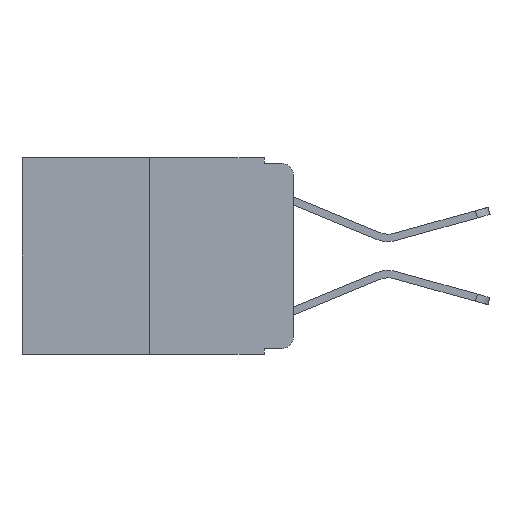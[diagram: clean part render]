
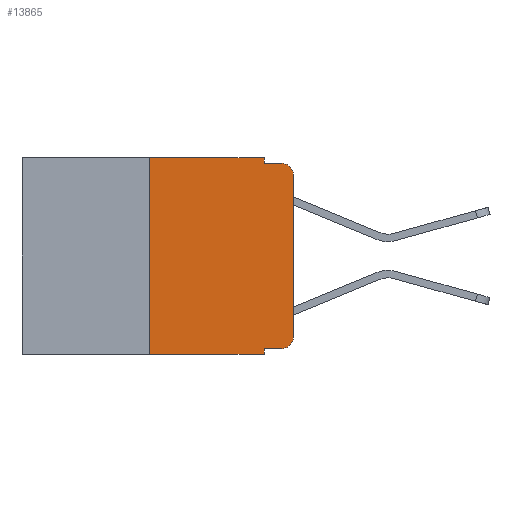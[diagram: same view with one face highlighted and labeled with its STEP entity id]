
A CAD part, left-side view. The second image highlights one B-rep face of the part: STEP entity #13865.
In plain terms, the highlighted planar face has unit normal (-1, 0, 0).
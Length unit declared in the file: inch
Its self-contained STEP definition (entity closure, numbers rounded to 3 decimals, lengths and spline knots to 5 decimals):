
#473 = ORIENTED_EDGE ( 'NONE', *, *, #1209, .F. ) ;
#493 = LINE ( 'NONE', #9532, #14748 ) ;
#615 = AXIS2_PLACEMENT_3D ( 'NONE', #670, #10748, #2200 ) ;
#670 = CARTESIAN_POINT ( 'NONE',  ( 0., 0.02, -0.313 ) ) ;
#931 = VERTEX_POINT ( 'NONE', #16248 ) ;
#953 = ORIENTED_EDGE ( 'NONE', *, *, #11271, .F. ) ;
#1209 = EDGE_CURVE ( 'NONE', #4198, #931, #17972, .T. ) ;
#1249 = CARTESIAN_POINT ( 'NONE',  ( 0., 0.02, -0.01 ) ) ;
#1297 = CARTESIAN_POINT ( 'NONE',  ( 0., 0.25, 0. ) ) ;
#1581 = DIRECTION ( 'NONE',  ( 0., 0., -1. ) ) ;
#1803 = CARTESIAN_POINT ( 'NONE',  ( 0., 0.02, -0.03 ) ) ;
#2200 = DIRECTION ( 'NONE',  ( 0., 0., -1. ) ) ;
#2383 = DIRECTION ( 'NONE',  ( 0., -1., 0. ) ) ;
#2480 = VECTOR ( 'NONE', #7122, 39.37008 ) ;
#2727 = CARTESIAN_POINT ( 'NONE',  ( 0., 0.25, 0. ) ) ;
#2780 = DIRECTION ( 'NONE',  ( 0., -1., 0. ) ) ;
#2813 = DIRECTION ( 'NONE',  ( 0., 0., 1. ) ) ;
#2937 = EDGE_CURVE ( 'NONE', #7720, #14336, #13757, .T. ) ;
#3117 = AXIS2_PLACEMENT_3D ( 'NONE', #1803, #11777, #3318 ) ;
#3318 = DIRECTION ( 'NONE',  ( 0., 0., -1. ) ) ;
#3535 = ORIENTED_EDGE ( 'NONE', *, *, #14975, .T. ) ;
#3840 = DIRECTION ( 'NONE',  ( 0., 0., 1. ) ) ;
#4198 = VERTEX_POINT ( 'NONE', #2727 ) ;
#4268 = VECTOR ( 'NONE', #14799, 39.37008 ) ;
#4398 = CARTESIAN_POINT ( 'NONE',  ( 0., 0.473, 0. ) ) ;
#4472 = FACE_OUTER_BOUND ( 'NONE', #6016, .T. ) ;
#4473 = VERTEX_POINT ( 'NONE', #13278 ) ;
#4808 = VERTEX_POINT ( 'NONE', #1249 ) ;
#5655 = VECTOR ( 'NONE', #1581, 39.37008 ) ;
#6016 = EDGE_LOOP ( 'NONE', ( #3535, #7332, #7808, #15168, #473, #953, #8683, #12346, #9125, #12772 ) ) ;
#6725 = VECTOR ( 'NONE', #2813, 39.37008 ) ;
#7122 = DIRECTION ( 'NONE',  ( 0., -1., 0. ) ) ;
#7332 = ORIENTED_EDGE ( 'NONE', *, *, #14046, .T. ) ;
#7418 = VECTOR ( 'NONE', #14441, 39.37008 ) ;
#7720 = VERTEX_POINT ( 'NONE', #7913 ) ;
#7808 = ORIENTED_EDGE ( 'NONE', *, *, #13104, .F. ) ;
#7913 = CARTESIAN_POINT ( 'NONE',  ( 0., 0.25, -0.343 ) ) ;
#8050 = VERTEX_POINT ( 'NONE', #16798 ) ;
#8487 = EDGE_CURVE ( 'NONE', #8050, #4473, #16594, .T. ) ;
#8683 = ORIENTED_EDGE ( 'NONE', *, *, #2937, .T. ) ;
#9125 = ORIENTED_EDGE ( 'NONE', *, *, #9419, .T. ) ;
#9419 = EDGE_CURVE ( 'NONE', #15250, #8050, #15095, .T. ) ;
#9532 = CARTESIAN_POINT ( 'NONE',  ( 0., 0.051, -0.01 ) ) ;
#9752 = VECTOR ( 'NONE', #3840, 39.37008 ) ;
#9778 = VERTEX_POINT ( 'NONE', #15981 ) ;
#10100 = DIRECTION ( 'NONE',  ( 0., 0., -1. ) ) ;
#10360 = EDGE_CURVE ( 'NONE', #15250, #14336, #13105, .T. ) ;
#10748 = DIRECTION ( 'NONE',  ( -1., 0., 0. ) ) ;
#11271 = EDGE_CURVE ( 'NONE', #7720, #4198, #17754, .T. ) ;
#11422 = CARTESIAN_POINT ( 'NONE',  ( 0., 0., -0.03 ) ) ;
#11777 = DIRECTION ( 'NONE',  ( -1., 0., 0. ) ) ;
#12185 = EDGE_CURVE ( 'NONE', #931, #9778, #15423, .T. ) ;
#12346 = ORIENTED_EDGE ( 'NONE', *, *, #10360, .F. ) ;
#12690 = CARTESIAN_POINT ( 'NONE',  ( 0., 0.051, -0.333 ) ) ;
#12772 = ORIENTED_EDGE ( 'NONE', *, *, #8487, .T. ) ;
#12947 = CARTESIAN_POINT ( 'NONE',  ( 0., 0.051, 0. ) ) ;
#13038 = CARTESIAN_POINT ( 'NONE',  ( 0., 0.473, 0. ) ) ;
#13104 = EDGE_CURVE ( 'NONE', #9778, #4808, #493, .T. ) ;
#13105 = LINE ( 'NONE', #12947, #5655 ) ;
#13278 = CARTESIAN_POINT ( 'NONE',  ( 0., 0., -0.313 ) ) ;
#13411 = CARTESIAN_POINT ( 'NONE',  ( 0., 0.051, 0. ) ) ;
#13457 = CIRCLE ( 'NONE', #3117, 0.02 ) ;
#13757 = LINE ( 'NONE', #16842, #2480 ) ;
#13865 = ADVANCED_FACE ( 'NONE', ( #4472 ), #16919, .F. ) ;
#14046 = EDGE_CURVE ( 'NONE', #16040, #4808, #13457, .T. ) ;
#14336 = VERTEX_POINT ( 'NONE', #15089 ) ;
#14441 = DIRECTION ( 'NONE',  ( 0., -1., 0. ) ) ;
#14748 = VECTOR ( 'NONE', #2383, 39.37008 ) ;
#14799 = DIRECTION ( 'NONE',  ( 0., 0., -1. ) ) ;
#14975 = EDGE_CURVE ( 'NONE', #4473, #16040, #17041, .T. ) ;
#15089 = CARTESIAN_POINT ( 'NONE',  ( 0., 0.051, -0.343 ) ) ;
#15095 = LINE ( 'NONE', #18047, #17412 ) ;
#15168 = ORIENTED_EDGE ( 'NONE', *, *, #12185, .F. ) ;
#15250 = VERTEX_POINT ( 'NONE', #12690 ) ;
#15423 = LINE ( 'NONE', #13411, #4268 ) ;
#15981 = CARTESIAN_POINT ( 'NONE',  ( 0., 0.051, -0.01 ) ) ;
#16040 = VERTEX_POINT ( 'NONE', #11422 ) ;
#16248 = CARTESIAN_POINT ( 'NONE',  ( 0., 0.051, 0. ) ) ;
#16375 = CARTESIAN_POINT ( 'NONE',  ( 0., 0., 0. ) ) ;
#16586 = AXIS2_PLACEMENT_3D ( 'NONE', #4398, #18279, #10100 ) ;
#16594 = CIRCLE ( 'NONE', #615, 0.02 ) ;
#16798 = CARTESIAN_POINT ( 'NONE',  ( 0., 0.02, -0.333 ) ) ;
#16842 = CARTESIAN_POINT ( 'NONE',  ( 0., 0.473, -0.343 ) ) ;
#16919 = PLANE ( 'NONE',  #16586 ) ;
#17041 = LINE ( 'NONE', #16375, #9752 ) ;
#17412 = VECTOR ( 'NONE', #2780, 39.37008 ) ;
#17754 = LINE ( 'NONE', #1297, #6725 ) ;
#17972 = LINE ( 'NONE', #13038, #7418 ) ;
#18047 = CARTESIAN_POINT ( 'NONE',  ( 0., 0.051, -0.333 ) ) ;
#18279 = DIRECTION ( 'NONE',  ( 1., 0., 0. ) ) ;
